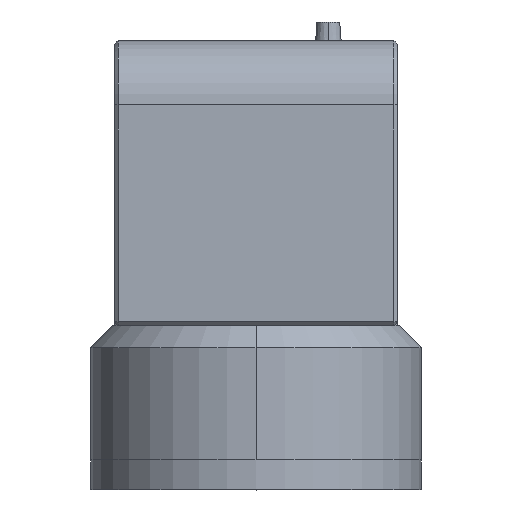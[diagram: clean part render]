
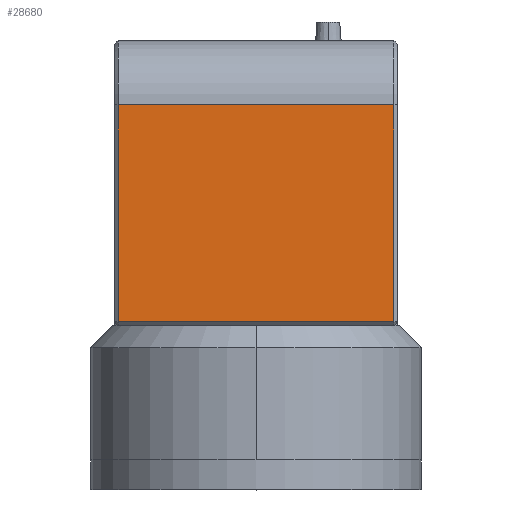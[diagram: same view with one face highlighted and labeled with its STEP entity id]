
A CAD part, top view. The second image highlights one B-rep face of the part: STEP entity #28680.
In plain terms, the highlighted planar face has unit normal (0, 0, 1).
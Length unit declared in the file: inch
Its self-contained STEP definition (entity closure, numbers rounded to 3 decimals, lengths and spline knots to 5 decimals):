
#465 = LINE ( 'NONE', #19694, #25883 ) ;
#1137 = CARTESIAN_POINT ( 'NONE',  ( -32.31713, -2.65547, 6.53307 ) ) ;
#2550 = FACE_OUTER_BOUND ( 'NONE', #9403, .T. ) ;
#4100 = CARTESIAN_POINT ( 'NONE',  ( -29.36437, -0.33263, 6.53307 ) ) ;
#4126 = EDGE_CURVE ( 'NONE', #12068, #32430, #14886, .T. ) ;
#4324 = DIRECTION ( 'NONE',  ( -1., 0., 0. ) ) ;
#4802 = DIRECTION ( 'NONE',  ( 0., -1., 0. ) ) ;
#7704 = LINE ( 'NONE', #34730, #33192 ) ;
#9155 = VECTOR ( 'NONE', #10724, 39.37008 ) ;
#9403 = EDGE_LOOP ( 'NONE', ( #42816, #28876, #9688, #31964 ) ) ;
#9688 = ORIENTED_EDGE ( 'NONE', *, *, #42743, .T. ) ;
#10724 = DIRECTION ( 'NONE',  ( 0., 1., 0. ) ) ;
#12068 = VERTEX_POINT ( 'NONE', #38960 ) ;
#13694 = VERTEX_POINT ( 'NONE', #37032 ) ;
#14667 = DIRECTION ( 'NONE',  ( 0., 0., 1. ) ) ;
#14886 = LINE ( 'NONE', #38070, #22671 ) ;
#15235 = EDGE_CURVE ( 'NONE', #13694, #40383, #39313, .T. ) ;
#19694 = CARTESIAN_POINT ( 'NONE',  ( -29.325, -2.65547, 6.53307 ) ) ;
#22671 = VECTOR ( 'NONE', #4802, 39.37008 ) ;
#24616 = EDGE_CURVE ( 'NONE', #40383, #12068, #7704, .T. ) ;
#25883 = VECTOR ( 'NONE', #42900, 39.37008 ) ;
#27889 = AXIS2_PLACEMENT_3D ( 'NONE', #34556, #14667, #37905 ) ;
#28680 = ADVANCED_FACE ( 'NONE', ( #2550 ), #31064, .T. ) ;
#28876 = ORIENTED_EDGE ( 'NONE', *, *, #4126, .T. ) ;
#31064 = PLANE ( 'NONE',  #27889 ) ;
#31249 = CARTESIAN_POINT ( 'NONE',  ( -29.36437, -0.33263, 6.53307 ) ) ;
#31964 = ORIENTED_EDGE ( 'NONE', *, *, #15235, .T. ) ;
#32430 = VERTEX_POINT ( 'NONE', #1137 ) ;
#33192 = VECTOR ( 'NONE', #4324, 39.37008 ) ;
#34556 = CARTESIAN_POINT ( 'NONE',  ( -32.3565, -2.69484, 6.53307 ) ) ;
#34730 = CARTESIAN_POINT ( 'NONE',  ( -32.3565, -0.33263, 6.53307 ) ) ;
#37032 = CARTESIAN_POINT ( 'NONE',  ( -29.36437, -2.65547, 6.53307 ) ) ;
#37905 = DIRECTION ( 'NONE',  ( 0., -1., 0. ) ) ;
#38070 = CARTESIAN_POINT ( 'NONE',  ( -32.31713, -2.69484, 6.53307 ) ) ;
#38960 = CARTESIAN_POINT ( 'NONE',  ( -32.31713, -0.33263, 6.53307 ) ) ;
#39313 = LINE ( 'NONE', #4100, #9155 ) ;
#40383 = VERTEX_POINT ( 'NONE', #31249 ) ;
#42743 = EDGE_CURVE ( 'NONE', #32430, #13694, #465, .T. ) ;
#42816 = ORIENTED_EDGE ( 'NONE', *, *, #24616, .T. ) ;
#42900 = DIRECTION ( 'NONE',  ( 1., 0., 0. ) ) ;
